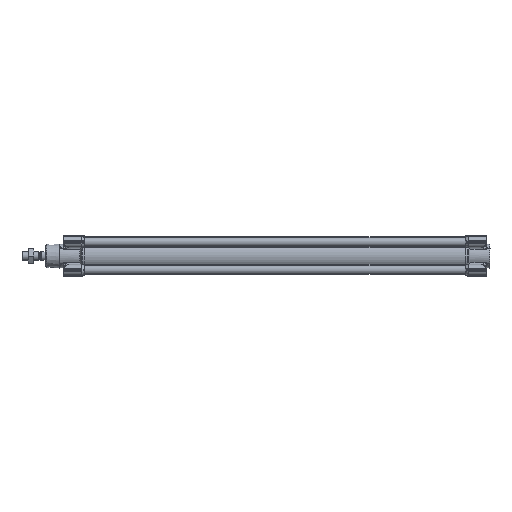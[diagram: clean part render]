
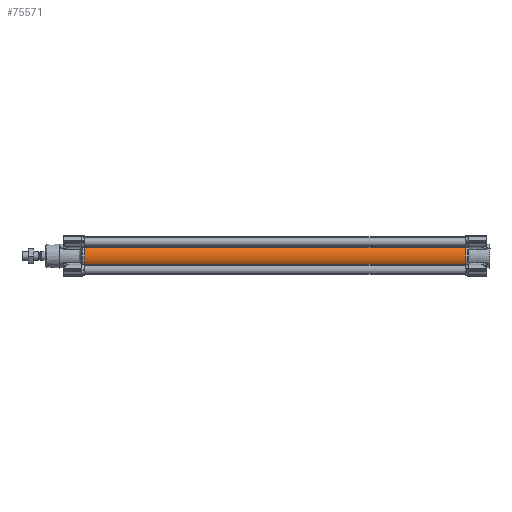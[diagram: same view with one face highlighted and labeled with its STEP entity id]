
A CAD part, left-side view. The second image highlights one B-rep face of the part: STEP entity #75571.
In plain terms, the highlighted cylindrical face has radius 17.5 mm (diameter 35 mm), a partial arc.
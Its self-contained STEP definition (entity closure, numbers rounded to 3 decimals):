
#1085 = DIRECTION ( 'NONE',  ( 1., 0., 0. ) ) ;
#4170 = FACE_OUTER_BOUND ( 'NONE', #75617, .T. ) ;
#5125 = ORIENTED_EDGE ( 'NONE', *, *, #10834, .F. ) ;
#6291 = CARTESIAN_POINT ( 'NONE',  ( -14.587, 25., -9.667 ) ) ;
#10834 = EDGE_CURVE ( 'NONE', #72721, #118950, #71328, .T. ) ;
#12606 = ORIENTED_EDGE ( 'NONE', *, *, #28617, .T. ) ;
#19638 = VECTOR ( 'NONE', #49527, 1000. ) ;
#20963 = DIRECTION ( 'NONE',  ( 0., -1., 0. ) ) ;
#21144 = AXIS2_PLACEMENT_3D ( 'NONE', #66094, #20963, #1085 ) ;
#21448 = CARTESIAN_POINT ( 'NONE',  ( 0., 469., 0. ) ) ;
#26119 = CARTESIAN_POINT ( 'NONE',  ( -14.587, 425., -9.667 ) ) ;
#28617 = EDGE_CURVE ( 'NONE', #69945, #115833, #41074, .T. ) ;
#30698 = DIRECTION ( 'NONE',  ( -1., 0., 0. ) ) ;
#36278 = CARTESIAN_POINT ( 'NONE',  ( -14.587, 469., -9.667 ) ) ;
#40483 = CARTESIAN_POINT ( 'NONE',  ( -14.587, 425., 9.667 ) ) ;
#41074 = LINE ( 'NONE', #40483, #19638 ) ;
#46243 = EDGE_CURVE ( 'NONE', #69945, #72721, #90258, .T. ) ;
#48529 = CARTESIAN_POINT ( 'NONE',  ( -14.587, 25., 9.667 ) ) ;
#49476 = VECTOR ( 'NONE', #79728, 1000. ) ;
#49527 = DIRECTION ( 'NONE',  ( 0., 1., 0. ) ) ;
#58728 = DIRECTION ( 'NONE',  ( 0., -1., 0. ) ) ;
#59592 = CYLINDRICAL_SURFACE ( 'NONE', #88772, 17.5 ) ;
#60187 = CARTESIAN_POINT ( 'NONE',  ( 0., 425., 0. ) ) ;
#66094 = CARTESIAN_POINT ( 'NONE',  ( 0., 25., 0. ) ) ;
#69208 = DIRECTION ( 'NONE',  ( 0., 1., 0. ) ) ;
#69945 = VERTEX_POINT ( 'NONE', #48529 ) ;
#71328 = LINE ( 'NONE', #26119, #49476 ) ;
#72721 = VERTEX_POINT ( 'NONE', #6291 ) ;
#75571 = ADVANCED_FACE ( 'NONE', ( #4170 ), #59592, .T. ) ;
#75617 = EDGE_LOOP ( 'NONE', ( #116969, #5125, #117555, #12606 ) ) ;
#77881 = CIRCLE ( 'NONE', #116400, 17.5 ) ;
#79728 = DIRECTION ( 'NONE',  ( 0., 1., 0. ) ) ;
#88772 = AXIS2_PLACEMENT_3D ( 'NONE', #60187, #69208, #30698 ) ;
#88865 = CARTESIAN_POINT ( 'NONE',  ( -14.587, 469., 9.667 ) ) ;
#90258 = CIRCLE ( 'NONE', #21144, 17.5 ) ;
#105682 = DIRECTION ( 'NONE',  ( 1., 0., 0. ) ) ;
#107507 = EDGE_CURVE ( 'NONE', #115833, #118950, #77881, .T. ) ;
#115833 = VERTEX_POINT ( 'NONE', #88865 ) ;
#116400 = AXIS2_PLACEMENT_3D ( 'NONE', #21448, #58728, #105682 ) ;
#116969 = ORIENTED_EDGE ( 'NONE', *, *, #107507, .T. ) ;
#117555 = ORIENTED_EDGE ( 'NONE', *, *, #46243, .F. ) ;
#118950 = VERTEX_POINT ( 'NONE', #36278 ) ;
